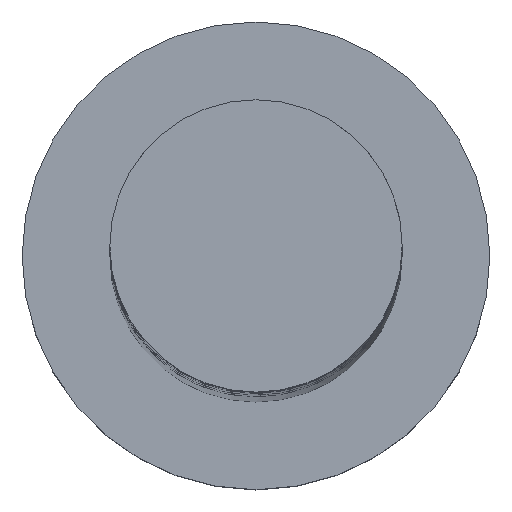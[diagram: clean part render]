
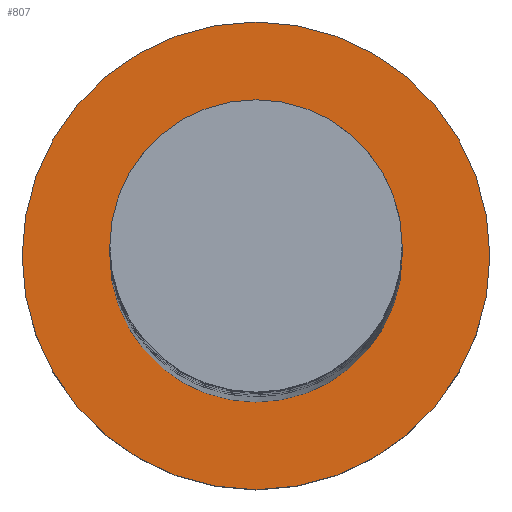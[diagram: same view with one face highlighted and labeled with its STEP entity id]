
A CAD part, top view. The second image highlights one B-rep face of the part: STEP entity #807.
In plain terms, the highlighted planar face has unit normal (0, 0, 1).
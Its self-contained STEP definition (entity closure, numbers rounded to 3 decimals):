
#37 = AXIS2_PLACEMENT_3D ( 'NONE', #1215, #1355, #1075 ) ;
#100 = DIRECTION ( 'NONE',  ( 1., 0., 0. ) ) ;
#125 = DIRECTION ( 'NONE',  ( 0., 0., 1. ) ) ;
#198 = DIRECTION ( 'NONE',  ( 1., 0., 0. ) ) ;
#210 = VERTEX_POINT ( 'NONE', #1154 ) ;
#231 = CIRCLE ( 'NONE', #569, 5. ) ;
#365 = EDGE_LOOP ( 'NONE', ( #666, #1715 ) ) ;
#452 = CARTESIAN_POINT ( 'NONE',  ( -8., 0., 5. ) ) ;
#517 = DIRECTION ( 'NONE',  ( 1., 0., 0. ) ) ;
#569 = AXIS2_PLACEMENT_3D ( 'NONE', #1455, #755, #517 ) ;
#632 = VERTEX_POINT ( 'NONE', #902 ) ;
#665 = EDGE_CURVE ( 'NONE', #210, #970, #231, .T. ) ;
#666 = ORIENTED_EDGE ( 'NONE', *, *, #855, .T. ) ;
#755 = DIRECTION ( 'NONE',  ( 0., 0., 1. ) ) ;
#798 = ORIENTED_EDGE ( 'NONE', *, *, #665, .F. ) ;
#807 = ADVANCED_FACE ( 'NONE', ( #1201, #1052 ), #1743, .T. ) ;
#855 = EDGE_CURVE ( 'NONE', #1125, #632, #1042, .T. ) ;
#896 = CARTESIAN_POINT ( 'NONE',  ( 0., 0., 5. ) ) ;
#902 = CARTESIAN_POINT ( 'NONE',  ( 8., 0., 5. ) ) ;
#949 = CIRCLE ( 'NONE', #37, 5. ) ;
#970 = VERTEX_POINT ( 'NONE', #1750 ) ;
#1042 = CIRCLE ( 'NONE', #1719, 8. ) ;
#1052 = FACE_OUTER_BOUND ( 'NONE', #365, .T. ) ;
#1070 = EDGE_CURVE ( 'NONE', #970, #210, #949, .T. ) ;
#1075 = DIRECTION ( 'NONE',  ( 1., 0., 0. ) ) ;
#1125 = VERTEX_POINT ( 'NONE', #452 ) ;
#1129 = AXIS2_PLACEMENT_3D ( 'NONE', #1716, #1441, #1585 ) ;
#1154 = CARTESIAN_POINT ( 'NONE',  ( 5., 0., 5. ) ) ;
#1201 = FACE_BOUND ( 'NONE', #1693, .T. ) ;
#1215 = CARTESIAN_POINT ( 'NONE',  ( 0., 0., 5. ) ) ;
#1318 = DIRECTION ( 'NONE',  ( 0., 0., 1. ) ) ;
#1321 = AXIS2_PLACEMENT_3D ( 'NONE', #1334, #125, #198 ) ;
#1334 = CARTESIAN_POINT ( 'NONE',  ( 0., 0., 5. ) ) ;
#1355 = DIRECTION ( 'NONE',  ( 0., 0., 1. ) ) ;
#1441 = DIRECTION ( 'NONE',  ( 0., 0., 1. ) ) ;
#1455 = CARTESIAN_POINT ( 'NONE',  ( 0., 0., 5. ) ) ;
#1484 = CIRCLE ( 'NONE', #1321, 8. ) ;
#1585 = DIRECTION ( 'NONE',  ( 1., 0., 0. ) ) ;
#1594 = ORIENTED_EDGE ( 'NONE', *, *, #1070, .F. ) ;
#1611 = EDGE_CURVE ( 'NONE', #632, #1125, #1484, .T. ) ;
#1693 = EDGE_LOOP ( 'NONE', ( #1594, #798 ) ) ;
#1715 = ORIENTED_EDGE ( 'NONE', *, *, #1611, .T. ) ;
#1716 = CARTESIAN_POINT ( 'NONE',  ( 0., 0., 5. ) ) ;
#1719 = AXIS2_PLACEMENT_3D ( 'NONE', #896, #1318, #100 ) ;
#1743 = PLANE ( 'NONE',  #1129 ) ;
#1750 = CARTESIAN_POINT ( 'NONE',  ( -5., 0., 5. ) ) ;
